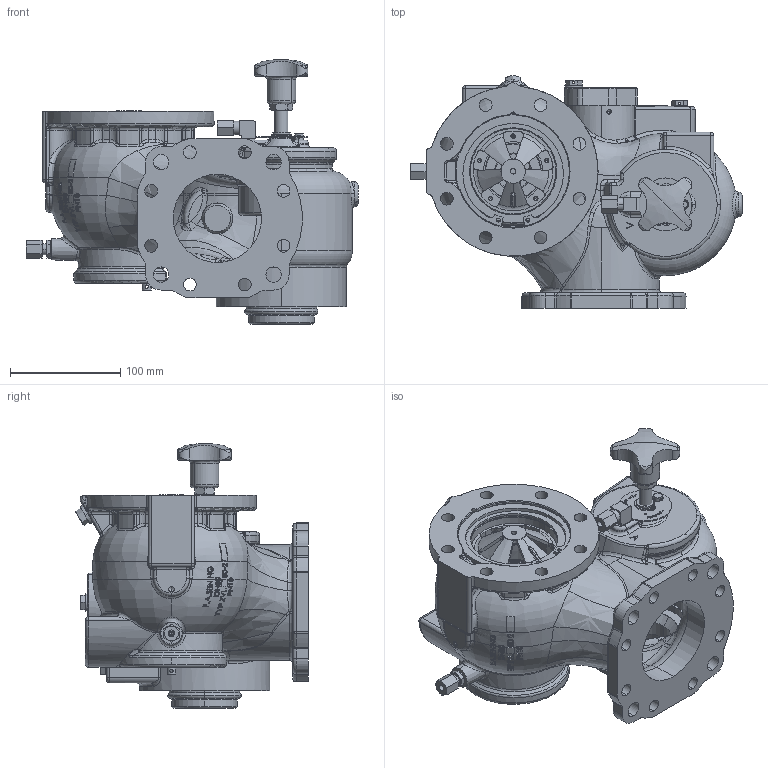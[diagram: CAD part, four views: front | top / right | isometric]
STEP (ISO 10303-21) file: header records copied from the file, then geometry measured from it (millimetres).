
FILE_DESCRIPTION (( 'STEP AP214' ), '1' );
FILE_NAME ('ZVL80-22D_21720.STEP', '2014-11-20T09:33:07', ( 'Admin2' ), ( '' ), 'SwSTEP 2.0', 'SolidWorks 2010', '' );
FILE_SCHEMA (( 'AUTOMOTIVE_DESIGN' ));
Length unit declared in the file: millimetre
Products named in the file (1): ZVL80-22D_21720
Bounding box: 301 x 210.76 x 240.14 mm (x, y, z)
Volume: 2324849.2 mm3; surface area: 542269 mm2
Topology: 29 solids, 29 shells, 2719 faces, 6736 edges, 4078 vertices
Faces by surface type: cylinder 726, plane 677, bspline 662, torus 299, cone 287, sphere 68
Entity records: 146987 total; most frequent: CARTESIAN_POINT 57250, ORIENTED_EDGE 13244, DIRECTION 11274, EDGE_CURVE 6622, AXIS2_PLACEMENT_3D 4575, VERTEX_POINT 4070, EDGE_LOOP 2974, UNCERTAINTY_MEASURE_WITH_UNIT 2750
